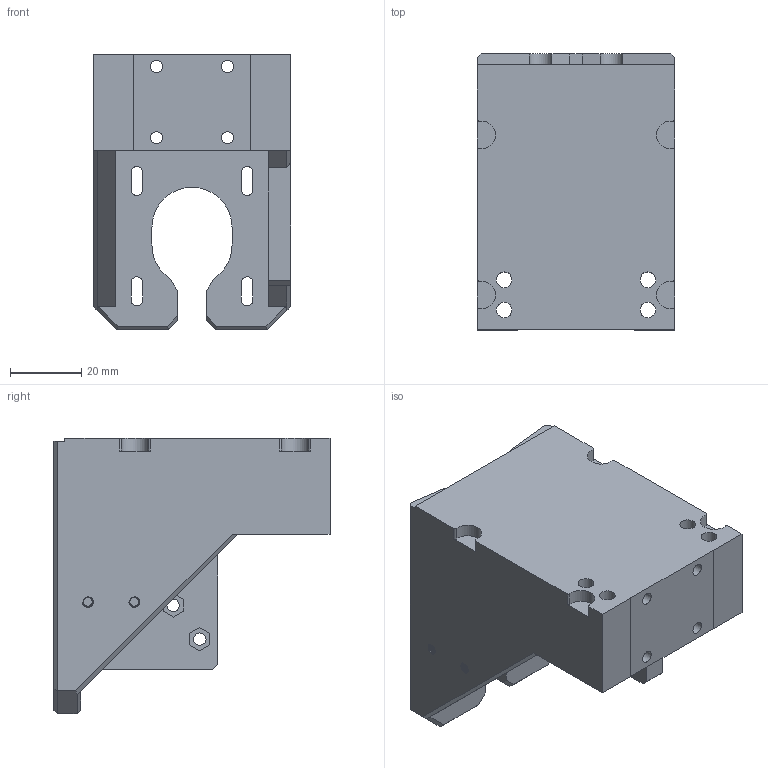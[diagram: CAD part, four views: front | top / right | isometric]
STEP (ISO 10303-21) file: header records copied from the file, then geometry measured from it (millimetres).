
FILE_DESCRIPTION(/* description */ (''),/* implementation_level */ '2;1');
FILE_NAME(/* name */ 'Z Axis motor mount.step',/* time_stamp */ '2024-11-17T20:53:30+01:00',/* author */ (''),/* organization */ (''),/* preprocessor_version */ 'ST-DEVELOPER v20',/* originating_system */ 'Autodesk Translation Framework v13.20.0.188',/* authorisation */ '');
FILE_SCHEMA (('AUTOMOTIVE_DESIGN { 1 0 10303 214 3 1 1 }'));
Length unit declared in the file: millimetre
Products named in the file (1): Z Axis motor mount
Bounding box: 55.4 x 77.6 x 77.5 mm (x, y, z)
Volume: 135400.4 mm3; surface area: 33479.9 mm2
Topology: 1 solids, 1 shells, 219 faces, 601 edges, 394 vertices
Faces by surface type: plane 106, cylinder 105, bspline 4, cone 4
Full cylindrical faces by diameter (mm): 2.529 x16, 3.086 x4, 3.4 x4, 3.5 x2, 4.4 x4, 6 x2, 6.5 x2
Entity records: 10289 total; most frequent: CARTESIAN_POINT 4751, ORIENTED_EDGE 1202, DIRECTION 1035, EDGE_CURVE 601, VERTEX_POINT 394, LINE 367, VECTOR 367, AXIS2_PLACEMENT_3D 334
